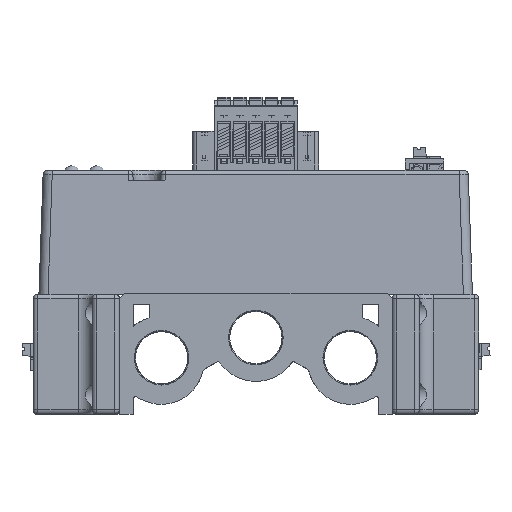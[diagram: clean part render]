
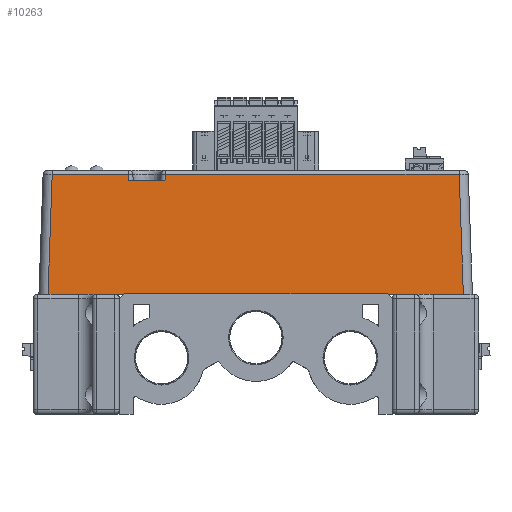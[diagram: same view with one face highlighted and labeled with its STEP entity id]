
A CAD part, front view. The second image highlights one B-rep face of the part: STEP entity #10263.
In plain terms, the highlighted planar face has unit normal (0, -0.999, 0.035).
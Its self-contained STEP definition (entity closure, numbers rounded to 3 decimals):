
#2779=FACE_OUTER_BOUND('',#54205,.T.);
#10263=ADVANCED_FACE('',(#2779),#16454,.T.);
#16454=PLANE('',#131535);
#22936=LINE('',#174248,#37062);
#26156=LINE('',#183994,#40282);
#26325=LINE('',#184498,#40451);
#26365=LINE('',#184633,#40491);
#26366=LINE('',#184635,#40492);
#26367=LINE('',#184637,#40493);
#26368=LINE('',#184639,#40494);
#26369=LINE('',#184641,#40495);
#26370=LINE('',#184643,#40496);
#26371=LINE('',#184644,#40497);
#37062=VECTOR('',#139270,1.);
#40282=VECTOR('',#146644,1.);
#40451=VECTOR('',#146961,1.);
#40491=VECTOR('',#147081,1.);
#40492=VECTOR('',#147082,1.);
#40493=VECTOR('',#147083,1.);
#40494=VECTOR('',#147084,1.);
#40495=VECTOR('',#147085,1.);
#40496=VECTOR('',#147086,1.);
#40497=VECTOR('',#147087,1.);
#54205=EDGE_LOOP('',(#68885,#68886,#68887,#68888,#68889,#68890,#68891,#68892,
#68893,#68894));
#68885=ORIENTED_EDGE('',*,*,#113511,.T.);
#68886=ORIENTED_EDGE('',*,*,#113572,.T.);
#68887=ORIENTED_EDGE('',*,*,#113573,.F.);
#68888=ORIENTED_EDGE('',*,*,#113574,.T.);
#68889=ORIENTED_EDGE('',*,*,#113575,.T.);
#68890=ORIENTED_EDGE('',*,*,#113576,.T.);
#68891=ORIENTED_EDGE('',*,*,#113577,.T.);
#68892=ORIENTED_EDGE('',*,*,#113279,.T.);
#68893=ORIENTED_EDGE('',*,*,#109250,.T.);
#68894=ORIENTED_EDGE('',*,*,#113578,.T.);
#96913=VERTEX_POINT('',#174247);
#96914=VERTEX_POINT('',#174249);
#99563=VERTEX_POINT('',#183995);
#99789=VERTEX_POINT('',#184497);
#99790=VERTEX_POINT('',#184499);
#99833=VERTEX_POINT('',#184634);
#99834=VERTEX_POINT('',#184636);
#99835=VERTEX_POINT('',#184638);
#99836=VERTEX_POINT('',#184640);
#99837=VERTEX_POINT('',#184642);
#109250=EDGE_CURVE('',#96914,#96913,#22936,.T.);
#113279=EDGE_CURVE('',#99563,#96914,#26156,.T.);
#113511=EDGE_CURVE('',#99790,#99789,#26325,.T.);
#113572=EDGE_CURVE('',#99789,#99833,#26365,.T.);
#113573=EDGE_CURVE('',#99834,#99833,#26366,.T.);
#113574=EDGE_CURVE('',#99834,#99835,#26367,.T.);
#113575=EDGE_CURVE('',#99835,#99836,#26368,.T.);
#113576=EDGE_CURVE('',#99836,#99837,#26369,.T.);
#113577=EDGE_CURVE('',#99837,#99563,#26370,.T.);
#113578=EDGE_CURVE('',#96913,#99790,#26371,.T.);
#131535=AXIS2_PLACEMENT_3D('',#184645,#147088,#147089);
#139270=DIRECTION('',(1.,0.,0.));
#146644=DIRECTION('',(1.,0.,0.));
#146961=DIRECTION('',(-1.,0.,0.));
#147081=DIRECTION('',(-0.044,-0.035,-0.998));
#147082=DIRECTION('',(1.,0.,0.));
#147083=DIRECTION('',(-0.044,0.035,0.998));
#147084=DIRECTION('',(-1.,0.,0.));
#147085=DIRECTION('',(-0.035,-0.035,-0.999));
#147086=DIRECTION('',(1.,0.,0.));
#147087=DIRECTION('',(-0.035,0.035,0.999));
#147088=DIRECTION('',(0.,-0.999,0.035));
#147089=DIRECTION('',(0.,-0.035,-0.999));
#174247=CARTESIAN_POINT('',(745.687,-1316.826,-0.1));
#174248=CARTESIAN_POINT('',(730.05,-1316.826,-0.1));
#174249=CARTESIAN_POINT('',(731.05,-1316.826,-0.1));
#183994=CARTESIAN_POINT('',(730.05,-1316.826,-0.1));
#183995=CARTESIAN_POINT('',(669.05,-1316.826,-0.1));
#184497=CARTESIAN_POINT('',(680.108,-1315.907,26.235));
#184498=CARTESIAN_POINT('',(679.05,-1315.907,26.235));
#184499=CARTESIAN_POINT('',(744.767,-1315.907,26.235));
#184633=CARTESIAN_POINT('',(680.048,-1315.955,24.856));
#184634=CARTESIAN_POINT('',(680.049,-1315.953,24.9));
#184635=CARTESIAN_POINT('',(676.05,-1315.953,24.9));
#184636=CARTESIAN_POINT('',(672.051,-1315.953,24.9));
#184637=CARTESIAN_POINT('',(671.994,-1315.908,26.191));
#184638=CARTESIAN_POINT('',(671.992,-1315.907,26.235));
#184639=CARTESIAN_POINT('',(655.266,-1315.907,26.235));
#184640=CARTESIAN_POINT('',(655.233,-1315.907,26.235));
#184641=CARTESIAN_POINT('',(654.056,-1317.083,-7.463));
#184642=CARTESIAN_POINT('',(654.313,-1316.826,-0.1));
#184643=CARTESIAN_POINT('',(730.05,-1316.826,-0.1));
#184644=CARTESIAN_POINT('',(745.944,-1317.083,-7.463));
#184645=CARTESIAN_POINT('',(700.,-1317.141,-9.1));
